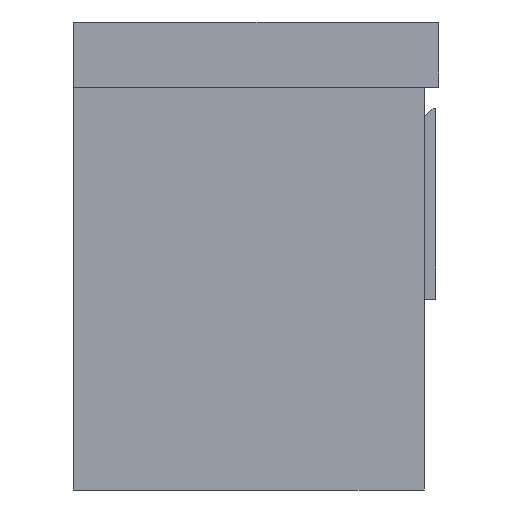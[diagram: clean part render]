
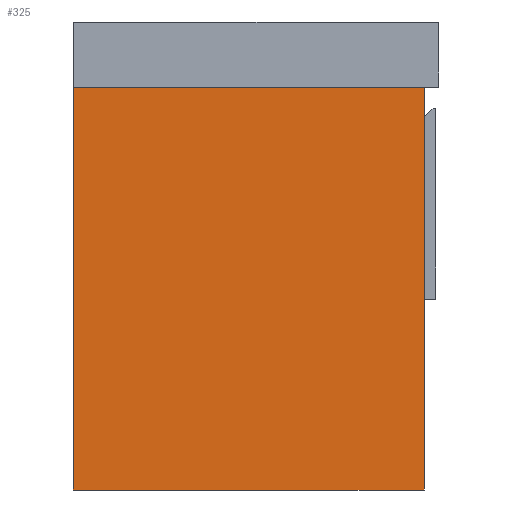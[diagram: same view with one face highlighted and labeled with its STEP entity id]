
A CAD part, left-side view. The second image highlights one B-rep face of the part: STEP entity #325.
In plain terms, the highlighted planar face has unit normal (-1, 0, 0).
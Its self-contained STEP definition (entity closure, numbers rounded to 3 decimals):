
#325=ADVANCED_FACE('',(#402),#1309,.T.);
#402=FACE_OUTER_BOUND('',#479,.T.);
#479=EDGE_LOOP('',(#770,#771,#772,#773));
#770=ORIENTED_EDGE('',*,*,#959,.T.);
#771=ORIENTED_EDGE('',*,*,#960,.T.);
#772=ORIENTED_EDGE('',*,*,#961,.T.);
#773=ORIENTED_EDGE('',*,*,#957,.F.);
#957=EDGE_CURVE('',#1230,#1231,#1120,.T.);
#959=EDGE_CURVE('',#1230,#1232,#1122,.T.);
#960=EDGE_CURVE('',#1232,#1233,#1123,.T.);
#961=EDGE_CURVE('',#1233,#1231,#1124,.T.);
#1120=B_SPLINE_CURVE_WITH_KNOTS('',1,(#2329,#2330),.UNSPECIFIED.,.F.,.F.,
(2,2),(0.,480.),.UNSPECIFIED.);
#1122=B_SPLINE_CURVE_WITH_KNOTS('',1,(#2333,#2334),.UNSPECIFIED.,.F.,.F.,
(2,2),(0.,550.),.UNSPECIFIED.);
#1123=B_SPLINE_CURVE_WITH_KNOTS('',1,(#2335,#2336),.UNSPECIFIED.,.F.,.F.,
(2,2),(0.,480.),.UNSPECIFIED.);
#1124=B_SPLINE_CURVE_WITH_KNOTS('',1,(#2337,#2338),.UNSPECIFIED.,.F.,.F.,
(2,2),(0.,550.),.UNSPECIFIED.);
#1230=VERTEX_POINT('',#2315);
#1231=VERTEX_POINT('',#2316);
#1232=VERTEX_POINT('',#2317);
#1233=VERTEX_POINT('',#2318);
#1309=PLANE('',#1486);
#1486=AXIS2_PLACEMENT_3D('',#2307,#1575,$);
#1575=DIRECTION('',(-1.,0.,0.));
#2307=CARTESIAN_POINT('',(-744.,-330.,-48.));
#2315=CARTESIAN_POINT('',(-744.,275.,0.));
#2316=CARTESIAN_POINT('',(-744.,275.,480.));
#2317=CARTESIAN_POINT('',(-744.,-275.,0.));
#2318=CARTESIAN_POINT('',(-744.,-275.,480.));
#2329=CARTESIAN_POINT('',(-744.,275.,0.));
#2330=CARTESIAN_POINT('',(-744.,275.,480.));
#2333=CARTESIAN_POINT('',(-744.,275.,0.));
#2334=CARTESIAN_POINT('',(-744.,-275.,0.));
#2335=CARTESIAN_POINT('',(-744.,-275.,0.));
#2336=CARTESIAN_POINT('',(-744.,-275.,480.));
#2337=CARTESIAN_POINT('',(-744.,-275.,480.));
#2338=CARTESIAN_POINT('',(-744.,275.,480.));
